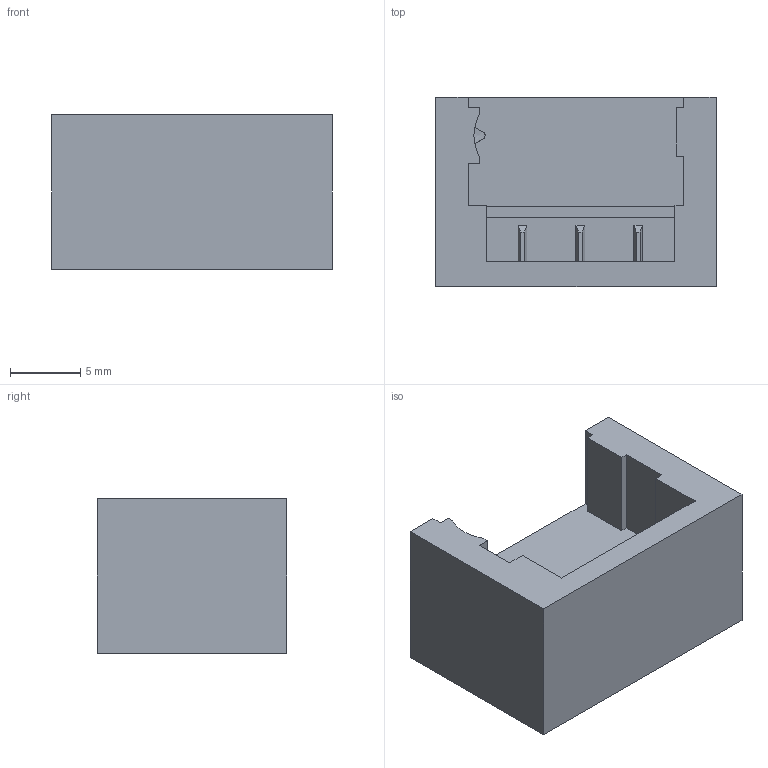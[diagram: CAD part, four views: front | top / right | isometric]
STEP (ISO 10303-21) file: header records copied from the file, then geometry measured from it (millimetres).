
FILE_DESCRIPTION (( 'STEP AP214' ), '1' );
FILE_NAME ('SPVQA_socket_left.STEP', '2024-02-07T06:26:20', ( '' ), ( '' ), 'SwSTEP 2.0', 'SolidWorks 2021', '' );
FILE_SCHEMA (( 'AUTOMOTIVE_DESIGN' ));
Length unit declared in the file: millimetre
Products named in the file (1): SPVQA_socket_left
Bounding box: 20 x 13.5 x 11 mm (x, y, z)
Volume: 1823.1 mm3; surface area: 1589.6 mm2
Topology: 1 solids, 1 shells, 51 faces, 141 edges, 92 vertices
Faces by surface type: plane 48, cylinder 2, cone 1
Entity records: 1638 total; most frequent: CARTESIAN_POINT 303, ORIENTED_EDGE 282, DIRECTION 247, EDGE_CURVE 141, LINE 133, VECTOR 133, VERTEX_POINT 92, AXIS2_PLACEMENT_3D 57
